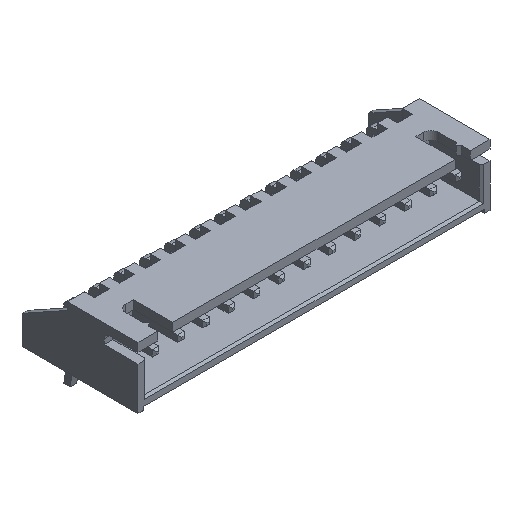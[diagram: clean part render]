
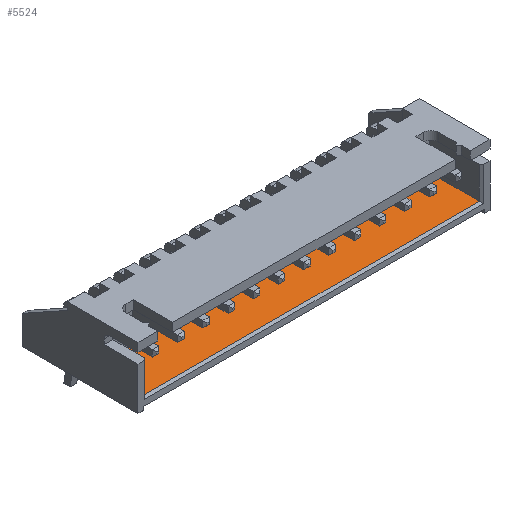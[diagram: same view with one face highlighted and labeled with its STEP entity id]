
A CAD part, isometric view. The second image highlights one B-rep face of the part: STEP entity #5524.
In plain terms, the highlighted planar face has unit normal (0, 0, 1).
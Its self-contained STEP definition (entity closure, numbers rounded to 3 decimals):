
#127 = PLANE('',#128);
#128 = AXIS2_PLACEMENT_3D('',#129,#130,#131);
#129 = CARTESIAN_POINT('',(31.6,-9.2,1.1));
#130 = DIRECTION('',(1.,0.,0.));
#131 = DIRECTION('',(0.,0.,1.));
#206 = PLANE('',#207);
#207 = AXIS2_PLACEMENT_3D('',#208,#209,#210);
#208 = CARTESIAN_POINT('',(-1.6,-9.1,1.));
#209 = DIRECTION('',(0.,-0.707,0.707
));
#210 = DIRECTION('',(1.,0.,0.));
#514 = VERTEX_POINT('',#515);
#515 = CARTESIAN_POINT('',(31.6,-9.,1.1));
#811 = EDGE_CURVE('',#514,#812,#814,.T.);
#812 = VERTEX_POINT('',#813);
#813 = CARTESIAN_POINT('',(31.6,-4.05,1.1));
#814 = SURFACE_CURVE('',#815,(#819,#826),.PCURVE_S1.);
#815 = LINE('',#816,#817);
#816 = CARTESIAN_POINT('',(31.6,-9.2,1.1));
#817 = VECTOR('',#818,1.);
#818 = DIRECTION('',(0.,1.,0.));
#819 = PCURVE('',#127,#820);
#820 = DEFINITIONAL_REPRESENTATION('',(#821),#825);
#821 = LINE('',#822,#823);
#822 = CARTESIAN_POINT('',(0.,0.));
#823 = VECTOR('',#824,1.);
#824 = DIRECTION('',(0.,-1.));
#825 = ( GEOMETRIC_REPRESENTATION_CONTEXT(2)
PARAMETRIC_REPRESENTATION_CONTEXT() REPRESENTATION_CONTEXT('2D SPACE',''
) );
#826 = PCURVE('',#827,#832);
#827 = PLANE('',#828);
#828 = AXIS2_PLACEMENT_3D('',#829,#830,#831);
#829 = CARTESIAN_POINT('',(-1.6,-9.2,1.1));
#830 = DIRECTION('',(0.,0.,-1.));
#831 = DIRECTION('',(1.,0.,0.));
#832 = DEFINITIONAL_REPRESENTATION('',(#833),#837);
#833 = LINE('',#834,#835);
#834 = CARTESIAN_POINT('',(33.2,0.));
#835 = VECTOR('',#836,1.);
#836 = DIRECTION('',(0.,-1.));
#837 = ( GEOMETRIC_REPRESENTATION_CONTEXT(2)
PARAMETRIC_REPRESENTATION_CONTEXT() REPRESENTATION_CONTEXT('2D SPACE',''
) );
#855 = PLANE('',#856);
#856 = AXIS2_PLACEMENT_3D('',#857,#858,#859);
#857 = CARTESIAN_POINT('',(31.6,-4.05,5.25));
#858 = DIRECTION('',(0.,1.,0.));
#859 = DIRECTION('',(1.,0.,0.));
#964 = VERTEX_POINT('',#965);
#965 = CARTESIAN_POINT('',(-1.6,-9.,1.1));
#988 = EDGE_CURVE('',#964,#514,#989,.T.);
#989 = SURFACE_CURVE('',#990,(#994,#1001),.PCURVE_S1.);
#990 = LINE('',#991,#992);
#991 = CARTESIAN_POINT('',(-1.6,-9.,1.1));
#992 = VECTOR('',#993,1.);
#993 = DIRECTION('',(1.,0.,0.));
#994 = PCURVE('',#206,#995);
#995 = DEFINITIONAL_REPRESENTATION('',(#996),#1000);
#996 = LINE('',#997,#998);
#997 = CARTESIAN_POINT('',(0.,0.141));
#998 = VECTOR('',#999,1.);
#999 = DIRECTION('',(1.,0.));
#1000 = ( GEOMETRIC_REPRESENTATION_CONTEXT(2)
PARAMETRIC_REPRESENTATION_CONTEXT() REPRESENTATION_CONTEXT('2D SPACE',''
) );
#1001 = PCURVE('',#827,#1002);
#1002 = DEFINITIONAL_REPRESENTATION('',(#1003),#1007);
#1003 = LINE('',#1004,#1005);
#1004 = CARTESIAN_POINT('',(0.,-0.2));
#1005 = VECTOR('',#1006,1.);
#1006 = DIRECTION('',(1.,0.));
#1007 = ( GEOMETRIC_REPRESENTATION_CONTEXT(2)
PARAMETRIC_REPRESENTATION_CONTEXT() REPRESENTATION_CONTEXT('2D SPACE',''
) );
#1051 = PLANE('',#1052);
#1052 = AXIS2_PLACEMENT_3D('',#1053,#1054,#1055);
#1053 = CARTESIAN_POINT('',(-1.6,-9.2,5.25));
#1054 = DIRECTION('',(-1.,0.,0.));
#1055 = DIRECTION('',(0.,0.,-1.));
#5524 = ADVANCED_FACE('',(#5525),#827,.F.);
#5525 = FACE_BOUND('',#5526,.F.);
#5526 = EDGE_LOOP('',(#5527,#5550,#5571,#5572));
#5527 = ORIENTED_EDGE('',*,*,#5528,.T.);
#5528 = EDGE_CURVE('',#964,#5529,#5531,.T.);
#5529 = VERTEX_POINT('',#5530);
#5530 = CARTESIAN_POINT('',(-1.6,-4.05,1.1));
#5531 = SURFACE_CURVE('',#5532,(#5536,#5543),.PCURVE_S1.);
#5532 = LINE('',#5533,#5534);
#5533 = CARTESIAN_POINT('',(-1.6,-9.2,1.1));
#5534 = VECTOR('',#5535,1.);
#5535 = DIRECTION('',(0.,1.,0.));
#5536 = PCURVE('',#827,#5537);
#5537 = DEFINITIONAL_REPRESENTATION('',(#5538),#5542);
#5538 = LINE('',#5539,#5540);
#5539 = CARTESIAN_POINT('',(0.,0.));
#5540 = VECTOR('',#5541,1.);
#5541 = DIRECTION('',(0.,-1.));
#5542 = ( GEOMETRIC_REPRESENTATION_CONTEXT(2)
PARAMETRIC_REPRESENTATION_CONTEXT() REPRESENTATION_CONTEXT('2D SPACE',''
) );
#5543 = PCURVE('',#1051,#5544);
#5544 = DEFINITIONAL_REPRESENTATION('',(#5545),#5549);
#5545 = LINE('',#5546,#5547);
#5546 = CARTESIAN_POINT('',(4.15,0.));
#5547 = VECTOR('',#5548,1.);
#5548 = DIRECTION('',(0.,-1.));
#5549 = ( GEOMETRIC_REPRESENTATION_CONTEXT(2)
PARAMETRIC_REPRESENTATION_CONTEXT() REPRESENTATION_CONTEXT('2D SPACE',''
) );
#5550 = ORIENTED_EDGE('',*,*,#5551,.T.);
#5551 = EDGE_CURVE('',#5529,#812,#5552,.T.);
#5552 = SURFACE_CURVE('',#5553,(#5557,#5564),.PCURVE_S1.);
#5553 = LINE('',#5554,#5555);
#5554 = CARTESIAN_POINT('',(-1.6,-4.05,1.1));
#5555 = VECTOR('',#5556,1.);
#5556 = DIRECTION('',(1.,0.,0.));
#5557 = PCURVE('',#827,#5558);
#5558 = DEFINITIONAL_REPRESENTATION('',(#5559),#5563);
#5559 = LINE('',#5560,#5561);
#5560 = CARTESIAN_POINT('',(0.,-5.15));
#5561 = VECTOR('',#5562,1.);
#5562 = DIRECTION('',(1.,0.));
#5563 = ( GEOMETRIC_REPRESENTATION_CONTEXT(2)
PARAMETRIC_REPRESENTATION_CONTEXT() REPRESENTATION_CONTEXT('2D SPACE',''
) );
#5564 = PCURVE('',#855,#5565);
#5565 = DEFINITIONAL_REPRESENTATION('',(#5566),#5570);
#5566 = LINE('',#5567,#5568);
#5567 = CARTESIAN_POINT('',(-33.2,4.15));
#5568 = VECTOR('',#5569,1.);
#5569 = DIRECTION('',(1.,0.));
#5570 = ( GEOMETRIC_REPRESENTATION_CONTEXT(2)
PARAMETRIC_REPRESENTATION_CONTEXT() REPRESENTATION_CONTEXT('2D SPACE',''
) );
#5571 = ORIENTED_EDGE('',*,*,#811,.F.);
#5572 = ORIENTED_EDGE('',*,*,#988,.F.);
